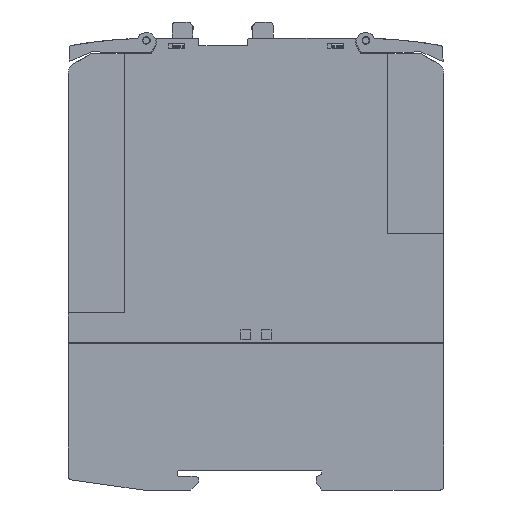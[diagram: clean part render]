
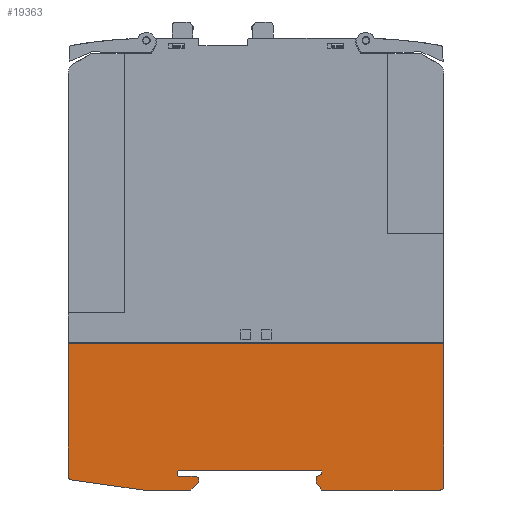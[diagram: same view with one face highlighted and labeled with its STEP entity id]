
A CAD part, left-side view. The second image highlights one B-rep face of the part: STEP entity #19363.
In plain terms, the highlighted planar face has unit normal (-1, 0, 0).
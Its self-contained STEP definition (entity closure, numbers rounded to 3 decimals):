
#19363=ADVANCED_FACE('',(#54007),#54008,.T.);
#32027=VERTEX_POINT('',#68301);
#32029=VERTEX_POINT('',#68303);
#32031=EDGE_CURVE('',#32027,#32029,#68305,.T.);
#32043=VERTEX_POINT('',#68317);
#32045=EDGE_CURVE('',#32029,#32043,#68319,.T.);
#32053=VERTEX_POINT('',#68327);
#32055=VERTEX_POINT('',#68329);
#32057=EDGE_CURVE('',#32053,#32055,#68331,.T.);
#32069=VERTEX_POINT('',#68343);
#32071=EDGE_CURVE('',#32055,#32069,#68345,.T.);
#32079=VERTEX_POINT('',#68353);
#32081=EDGE_CURVE('',#32069,#32079,#68355,.T.);
#32089=VERTEX_POINT('',#68363);
#32091=EDGE_CURVE('',#32079,#32089,#68365,.T.);
#32099=VERTEX_POINT('',#68373);
#32101=EDGE_CURVE('',#32089,#32099,#68375,.T.);
#32109=VERTEX_POINT('',#68383);
#32111=EDGE_CURVE('',#32099,#32109,#68385,.T.);
#32119=VERTEX_POINT('',#68393);
#32121=EDGE_CURVE('',#32109,#32119,#68395,.T.);
#32129=VERTEX_POINT('',#68403);
#32131=EDGE_CURVE('',#32119,#32129,#68405,.T.);
#32139=VERTEX_POINT('',#68413);
#32141=EDGE_CURVE('',#32129,#32139,#68415,.T.);
#32149=VERTEX_POINT('',#68423);
#32151=EDGE_CURVE('',#32139,#32149,#68425,.T.);
#32159=VERTEX_POINT('',#68433);
#32161=EDGE_CURVE('',#32149,#32159,#68435,.T.);
#32169=VERTEX_POINT('',#68443);
#32171=EDGE_CURVE('',#32159,#32169,#68445,.T.);
#32179=VERTEX_POINT('',#68453);
#32181=EDGE_CURVE('',#32169,#32179,#68455,.T.);
#32189=VERTEX_POINT('',#68463);
#32191=EDGE_CURVE('',#32179,#32189,#68465,.T.);
#32199=EDGE_CURVE('',#32189,#32027,#68473,.T.);
#36115=VERTEX_POINT('',#72389);
#36117=EDGE_CURVE('',#32043,#36115,#72391,.T.);
#36131=VERTEX_POINT('',#72405);
#36133=EDGE_CURVE('',#36131,#32053,#72407,.T.);
#36137=EDGE_CURVE('',#36115,#36131,#72411,.T.);
#54007=FACE_OUTER_BOUND('',#90279,.T.);
#54008=PLANE('',#90280);
#68301=CARTESIAN_POINT('',(0.0,80.0,0.0));
#68303=CARTESIAN_POINT('',(0.0,99.139,2.69));
#68305=LINE('',#109815,#109816);
#68317=CARTESIAN_POINT('',(0.0,100.0,3.68));
#68319=CIRCLE('',#109837,1.);
#68327=CARTESIAN_POINT('',(0.0,0.0,1.0));
#68329=CARTESIAN_POINT('',(0.0,1.0,0.));
#68331=CIRCLE('',#109853,1.);
#68343=CARTESIAN_POINT('',(0.0,32.521,0.0));
#68345=LINE('',#109873,#109874);
#68353=CARTESIAN_POINT('',(0.0,34.0,2.113));
#68355=LINE('',#109889,#109890);
#68363=CARTESIAN_POINT('',(0.0,34.0,3.613));
#68365=LINE('',#109905,#109906);
#68373=CARTESIAN_POINT('',(0.0,32.5,4.1));
#68375=LINE('',#109921,#109922);
#68383=CARTESIAN_POINT('',(0.0,32.5,5.1));
#68385=LINE('',#109937,#109938);
#68393=CARTESIAN_POINT('',(0.0,70.6,5.1));
#68395=LINE('',#109953,#109954);
#68403=CARTESIAN_POINT('',(0.0,71.0,4.7));
#68405=CIRCLE('',#109969,0.4);
#68413=CARTESIAN_POINT('',(0.0,71.0,4.1));
#68415=LINE('',#109983,#109984);
#68423=CARTESIAN_POINT('',(0.0,70.6,3.7));
#68425=CIRCLE('',#109999,0.4);
#68433=CARTESIAN_POINT('',(0.0,66.2,3.7));
#68435=LINE('',#110013,#110014);
#68443=CARTESIAN_POINT('',(0.0,65.2,3.234));
#68445=LINE('',#110029,#110030);
#68453=CARTESIAN_POINT('',(0.0,65.2,2.113));
#68455=LINE('',#110045,#110046);
#68463=CARTESIAN_POINT('',(0.0,67.313,0.0));
#68465=LINE('',#110061,#110062);
#68473=LINE('',#110075,#110076);
#72389=CARTESIAN_POINT('',(0.0,100.0,39.0));
#72391=LINE('',#116076,#116077);
#72405=CARTESIAN_POINT('',(0.0,0.0,39.0));
#72407=LINE('',#116102,#116103);
#72411=LINE('',#116110,#116111);
#90279=EDGE_LOOP('',(#150827,#150828,#150829,#150830,#150831,#150832,#150833,#150834,#150835,#150836,#150837,#150838,#150839,#150840,#150841,#150842,#150843,#150844,#150845,#150846));
#90280=AXIS2_PLACEMENT_3D('',#150847,#150848,#150849);
#109815=CARTESIAN_POINT('',(0.0,80.0,0.0));
#109816=VECTOR('',#169727,1.0);
#109837=AXIS2_PLACEMENT_3D('',#169731,#169732,#169733);
#109853=AXIS2_PLACEMENT_3D('',#169738,#169739,#169740);
#109873=CARTESIAN_POINT('',(0.0,1.0,0.0));
#109874=VECTOR('',#169746,1.0);
#109889=CARTESIAN_POINT('',(0.0,32.521,0.0));
#109890=VECTOR('',#169749,1.0);
#109905=CARTESIAN_POINT('',(0.0,34.0,2.113));
#109906=VECTOR('',#169752,1.0);
#109921=CARTESIAN_POINT('',(0.0,34.0,3.613));
#109922=VECTOR('',#169755,1.0);
#109937=CARTESIAN_POINT('',(0.0,32.5,4.1));
#109938=VECTOR('',#169758,1.0);
#109953=CARTESIAN_POINT('',(0.0,32.5,5.1));
#109954=VECTOR('',#169761,1.0);
#109969=AXIS2_PLACEMENT_3D('',#169764,#169765,#169766);
#109983=CARTESIAN_POINT('',(0.0,71.0,4.7));
#109984=VECTOR('',#169771,1.0);
#109999=AXIS2_PLACEMENT_3D('',#169774,#169775,#169776);
#110013=CARTESIAN_POINT('',(0.0,70.6,3.7));
#110014=VECTOR('',#169781,1.0);
#110029=CARTESIAN_POINT('',(0.0,66.2,3.7));
#110030=VECTOR('',#169784,1.0);
#110045=CARTESIAN_POINT('',(0.0,65.2,3.234));
#110046=VECTOR('',#169787,1.0);
#110061=CARTESIAN_POINT('',(0.0,65.2,2.113));
#110062=VECTOR('',#169790,1.0);
#110075=CARTESIAN_POINT('',(0.0,67.313,0.0));
#110076=VECTOR('',#169793,1.0);
#116076=CARTESIAN_POINT('',(0.0,100.0,3.68));
#116077=VECTOR('',#171844,1.0);
#116102=CARTESIAN_POINT('',(0.0,0.0,39.0));
#116103=VECTOR('',#171849,1.0);
#116110=CARTESIAN_POINT('',(0.0,100.0,39.0));
#116111=VECTOR('',#171851,1.0);
#150827=ORIENTED_EDGE('',*,*,#32199,.F.);
#150828=ORIENTED_EDGE('',*,*,#32191,.F.);
#150829=ORIENTED_EDGE('',*,*,#32181,.F.);
#150830=ORIENTED_EDGE('',*,*,#32171,.F.);
#150831=ORIENTED_EDGE('',*,*,#32161,.F.);
#150832=ORIENTED_EDGE('',*,*,#32151,.F.);
#150833=ORIENTED_EDGE('',*,*,#32141,.F.);
#150834=ORIENTED_EDGE('',*,*,#32131,.F.);
#150835=ORIENTED_EDGE('',*,*,#32121,.F.);
#150836=ORIENTED_EDGE('',*,*,#32111,.F.);
#150837=ORIENTED_EDGE('',*,*,#32101,.F.);
#150838=ORIENTED_EDGE('',*,*,#32091,.F.);
#150839=ORIENTED_EDGE('',*,*,#32081,.F.);
#150840=ORIENTED_EDGE('',*,*,#32071,.F.);
#150841=ORIENTED_EDGE('',*,*,#32057,.F.);
#150842=ORIENTED_EDGE('',*,*,#36133,.F.);
#150843=ORIENTED_EDGE('',*,*,#36137,.F.);
#150844=ORIENTED_EDGE('',*,*,#36117,.F.);
#150845=ORIENTED_EDGE('',*,*,#32045,.F.);
#150846=ORIENTED_EDGE('',*,*,#32031,.F.);
#150847=CARTESIAN_POINT('',(0.0,50.091,19.222));
#150848=DIRECTION('',(-1.0,0.0,0.0));
#150849=DIRECTION('',(0.0,1.0,0.0));
#169727=DIRECTION('',(0.0,0.99,0.139));
#169731=CARTESIAN_POINT('',(0.0,99.,3.68));
#169732=DIRECTION('',(1.0,0.0,-0.0));
#169733=DIRECTION('',(0.0,1.0,0.));
#169738=CARTESIAN_POINT('',(0.0,1.,1.));
#169739=DIRECTION('',(1.0,0.0,0.0));
#169740=DIRECTION('',(0.0,0.,-1.0));
#169746=DIRECTION('',(0.0,1.0,0.0));
#169749=DIRECTION('',(0.0,0.574,0.819));
#169752=DIRECTION('',(0.0,0.0,1.0));
#169755=DIRECTION('',(0.0,-0.951,0.309));
#169758=DIRECTION('',(0.0,0.0,1.0));
#169761=DIRECTION('',(0.0,1.0,0.0));
#169764=CARTESIAN_POINT('',(0.0,70.6,4.7));
#169765=DIRECTION('',(-1.0,0.0,0.0));
#169766=DIRECTION('',(0.0,0.,1.0));
#169771=DIRECTION('',(0.0,0.0,-1.0));
#169774=CARTESIAN_POINT('',(0.0,70.6,4.1));
#169775=DIRECTION('',(-1.0,0.0,0.0));
#169776=DIRECTION('',(0.0,1.0,0.));
#169781=DIRECTION('',(0.0,-1.0,0.0));
#169784=DIRECTION('',(0.0,-0.906,-0.423));
#169787=DIRECTION('',(0.0,0.0,-1.0));
#169790=DIRECTION('',(0.0,0.707,-0.707));
#169793=DIRECTION('',(0.0,1.0,0.0));
#171844=DIRECTION('',(0.0,0.0,1.0));
#171849=DIRECTION('',(0.0,0.0,-1.0));
#171851=DIRECTION('',(0.0,-1.0,0.0));
